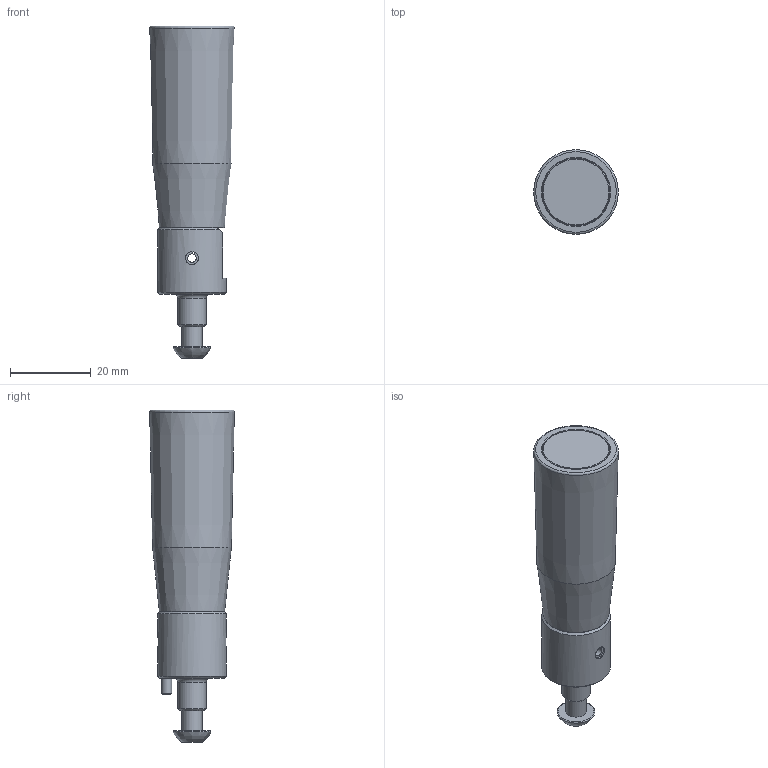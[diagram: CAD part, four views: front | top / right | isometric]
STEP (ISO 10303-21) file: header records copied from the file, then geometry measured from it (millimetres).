
FILE_DESCRIPTION( ( 'Unknown' ), '1' );
FILE_NAME( '6396010_PGRX21x50.stp', 'Unknown', ( 'Unknown' ), ( 'Unknown' ), 'PSStep 11.0', 'Unknown', ' ' );
FILE_SCHEMA( ( 'AUTOMOTIVE_DESIGN { 1 0 10303 214 1 1 1 1 }' ) );
Length unit declared in the file: millimetre
Products named in the file (1): 1833545
Bounding box: 20.98 x 20.98 x 82.25 mm (x, y, z)
Volume: 15815.2 mm3; surface area: 11889.3 mm2
Topology: 1 solids, 3 shells, 149 faces, 375 edges, 239 vertices
Faces by surface type: plane 82, cylinder 35, cone 19, torus 11, bspline 2
Full cylindrical faces by diameter (mm): 2.5 x1, 3.2 x2, 3.5 x1, 4.134 x1, 5 x1, 6.4 x1, 7 x2, 8.2 x2, 8.4 x1, 9 x2, 9.3 x1, 9.75 x1, 11.5 x1, 12.6 x1, 12.85 x1, 16.7 x1, 16.708 x1, 17 x1
Entity records: 5675 total; most frequent: CARTESIAN_POINT 1168, DIRECTION 701, ORIENTED_EDGE 614, EDGE_CURVE 307, AXIS2_PLACEMENT_3D 279, EDGE_LOOP 215, VERTEX_POINT 214, FACE_OUTER_BOUND 180
